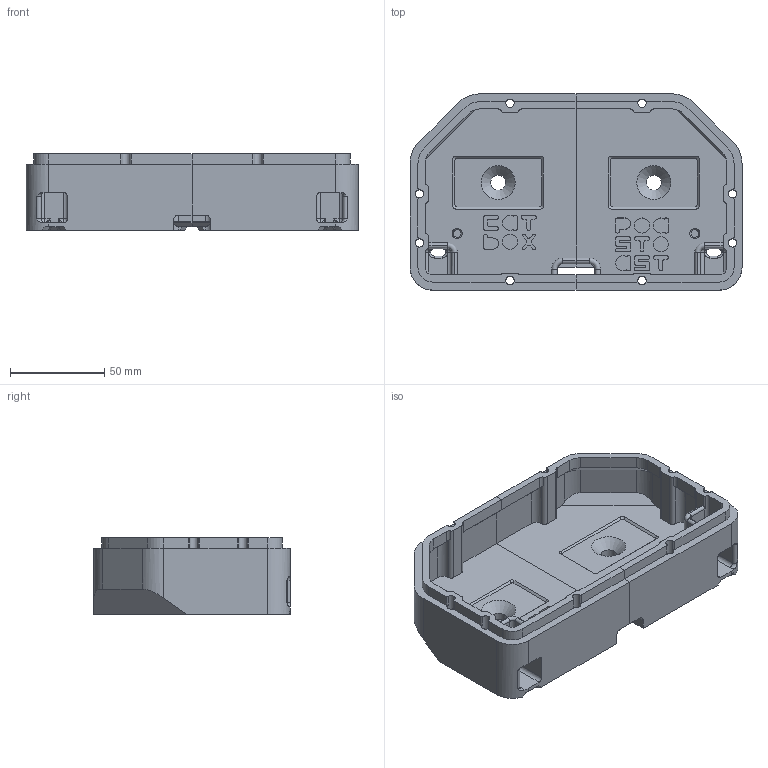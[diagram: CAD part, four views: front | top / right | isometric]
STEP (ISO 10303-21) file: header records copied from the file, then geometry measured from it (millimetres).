
FILE_DESCRIPTION(('HOOPS Exchange Step'),'2;1');
FILE_NAME('temp_export','2021-11-08T14:45:08-05:00',('poastoast'),('Shapr3D Limited'),'HOOPS Exchange 2021.1','Shapr3D','Authorized');
FILE_SCHEMA( ('AP203_CONFIGURATION_CONTROLLED_3D_DESIGN_OF_MECHANICAL_PARTS_AND_ASSEMBLIES_MIM_LF') );
Length unit declared in the file: millimetre
Products named in the file (2): 0; D3F9551C-7495-4BA7-A481-D2DC050A05CD.tmp
Assembly tree (1 placements, depth 2):
  D3F9551C-7495-4BA7-A481-D2DC050A05CD.tmp
    0
Bounding box: 176 x 104 x 40.6 mm (x, y, z)
Volume: 227911.5 mm3; surface area: 82559.1 mm2
Topology: 2 solids, 2 shells, 588 faces, 1623 edges, 1036 vertices
Faces by surface type: cylinder 281, plane 257, cone 22, torus 16, bspline 8, sphere 4
Full cylindrical faces by diameter (mm): 4.4 x8, 5.4 x2, 6.4 x8, 8 x5
Entity records: 19847 total; most frequent: CARTESIAN_POINT 4338, DIRECTION 3385, ORIENTED_EDGE 3226, EDGE_CURVE 1613, AXIS2_PLACEMENT_3D 1217, VERTEX_POINT 1036, VECTOR 951, LINE 951
